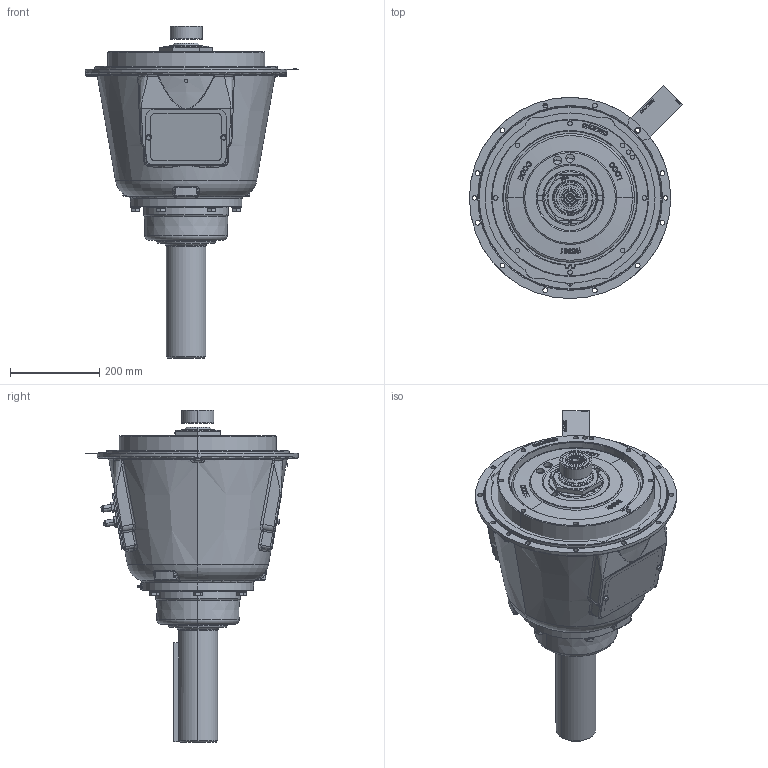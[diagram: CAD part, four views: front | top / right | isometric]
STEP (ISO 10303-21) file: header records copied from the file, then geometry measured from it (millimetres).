
FILE_DESCRIPTION (( 'STEP AP214' ), '1' );
FILE_NAME ('1030487B.STEP', '2016-10-25T19:52:26', ( '' ), ( '' ), 'SwSTEP 2.0', 'SolidWorks 2015', '' );
FILE_SCHEMA (( 'AUTOMOTIVE_DESIGN' ));
Length unit declared in the file: millimetre
Products named in the file (1): 1030487B
Bounding box: 477.67 x 477.67 x 744.05 mm (x, y, z)
Surface area: 1291295.3 mm2 (no closed solid volume)
Topology: 0 solids, 83 shells, 1008 faces, 3658 edges, 2685 vertices
Faces by surface type: plane 320, cylinder 224, bspline 224, cone 120, torus 94, sphere 26
Entity records: 66190 total; most frequent: CARTESIAN_POINT 27010, ORIENTED_EDGE 5599, DIRECTION 5043, EDGE_CURVE 3640, VERTEX_POINT 2682, AXIS2_PLACEMENT_3D 1854, LINE 1335, VECTOR 1335
